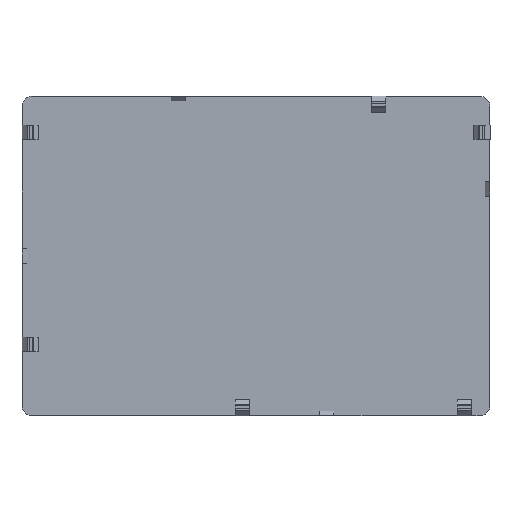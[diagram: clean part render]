
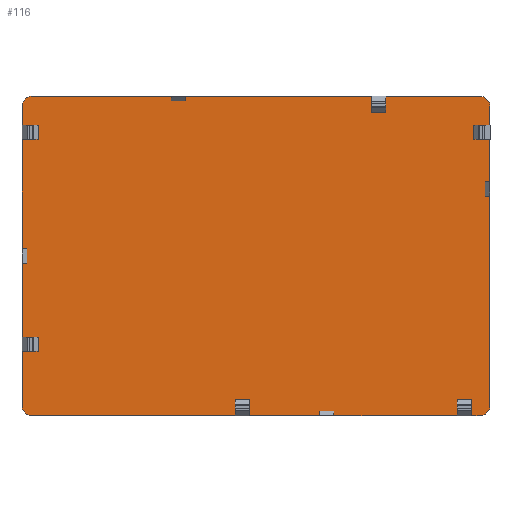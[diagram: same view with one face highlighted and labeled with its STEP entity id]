
A CAD part, top view. The second image highlights one B-rep face of the part: STEP entity #116.
In plain terms, the highlighted planar face has unit normal (0, 0, 1).
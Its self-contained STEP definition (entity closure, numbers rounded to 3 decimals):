
#14=(
BOUNDED_CURVE()
B_SPLINE_CURVE(2,(#2366,#2367,#2368,#2369,#2370),.UNSPECIFIED.,.F.,.F.)
B_SPLINE_CURVE_WITH_KNOTS((3,2,3),(2.724,68.776,73.174),
.UNSPECIFIED.)
CURVE()
GEOMETRIC_REPRESENTATION_ITEM()
RATIONAL_B_SPLINE_CURVE((1.,1.,1.,0.707,1.))
REPRESENTATION_ITEM($)
);
#16=(
BOUNDED_CURVE()
B_SPLINE_CURVE(2,(#2386,#2387,#2388,#2389,#2390,#2391,#2392,#2393,#2394,
#2395,#2396,#2397,#2398),.UNSPECIFIED.,.F.,.F.)
B_SPLINE_CURVE_WITH_KNOTS((3,2,2,2,2,2,3),(73.174,74.08,
78.479,79.402,83.801,137.701,142.099),
.UNSPECIFIED.)
CURVE()
GEOMETRIC_REPRESENTATION_ITEM()
RATIONAL_B_SPLINE_CURVE((1.,1.,1.,0.707,1.,1.,1.,0.707,
1.,1.,1.,0.707,1.))
REPRESENTATION_ITEM($)
);
#116=ADVANCED_FACE($,(#230),#1332,.T.);
#230=FACE_OUTER_BOUND($,#344,.T.);
#344=EDGE_LOOP($,(#646,#647));
#646=ORIENTED_EDGE($,*,*,#1002,.T.);
#647=ORIENTED_EDGE($,*,*,#1005,.T.);
#1002=EDGE_CURVE($,#1201,#1203,#14,.T.);
#1005=EDGE_CURVE($,#1203,#1201,#16,.T.);
#1201=VERTEX_POINT($,#2438);
#1203=VERTEX_POINT($,#2440);
#1332=PLANE($,#1762);
#1762=AXIS2_PLACEMENT_3D($,#2426,#1871,$);
#1871=DIRECTION($,(0.,0.,1.));
#2366=CARTESIAN_POINT($,(0.341,-0.193,-6.74));
#2367=CARTESIAN_POINT($,(40.641,-0.193,-6.74));
#2368=CARTESIAN_POINT($,(80.941,-0.193,-6.74));
#2369=CARTESIAN_POINT($,(82.741,-0.193,-6.74));
#2370=CARTESIAN_POINT($,(82.741,1.607,-6.74));
#2386=CARTESIAN_POINT($,(82.741,1.607,-6.74));
#2387=CARTESIAN_POINT($,(82.741,28.557,-6.74));
#2388=CARTESIAN_POINT($,(82.741,55.507,-6.74));
#2389=CARTESIAN_POINT($,(82.741,57.307,-6.74));
#2390=CARTESIAN_POINT($,(80.941,57.307,-6.74));
#2391=CARTESIAN_POINT($,(40.641,57.307,-6.74));
#2392=CARTESIAN_POINT($,(0.341,57.307,-6.74));
#2393=CARTESIAN_POINT($,(-1.459,57.307,-6.74));
#2394=CARTESIAN_POINT($,(-1.459,55.507,-6.74));
#2395=CARTESIAN_POINT($,(-1.459,28.557,-6.74));
#2396=CARTESIAN_POINT($,(-1.459,1.607,-6.74));
#2397=CARTESIAN_POINT($,(-1.459,-0.193,-6.74));
#2398=CARTESIAN_POINT($,(0.341,-0.193,-6.74));
#2426=CARTESIAN_POINT($,(-1.459,-0.193,-6.74));
#2438=CARTESIAN_POINT($,(0.341,-0.193,-6.74));
#2440=CARTESIAN_POINT($,(82.741,1.607,-6.74));
